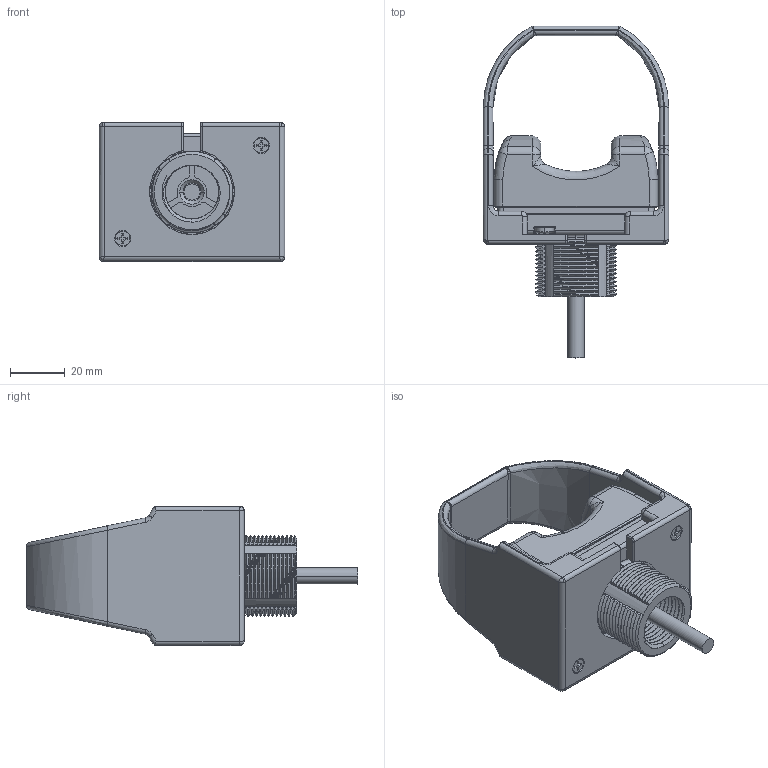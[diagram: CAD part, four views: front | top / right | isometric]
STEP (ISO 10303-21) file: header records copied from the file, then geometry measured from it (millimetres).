
FILE_DESCRIPTION((''),'2;1');
FILE_NAME('215163_SM01_ASM','2021-08-18T14:05:35',('PDMAdmin'),('BANNER ENGINEERING'),'CREO PARAMETRIC BY PTC INC, 2019292','CREO PARAMETRIC BY PTC INC, 2019292','');
FILE_SCHEMA(('CONFIG_CONTROL_DESIGN'));
Products named in the file (4): 215163_EP01; 213129_EP02; 215340; 215163_SM01_ASM
Assembly tree (4 placements, depth 2):
  215163_SM01_ASM
    215163_EP01
    213129_EP02
    215340  x2
Bounding box: 68 x 121.71 x 51 mm (x, y, z)
Volume: 82855.2 mm3; surface area: 41709.2 mm2
Topology: 1 solids, 6 shells, 1084 faces, 3665 edges, 2525 vertices
Faces by surface type: bspline 324, cylinder 321, plane 283, cone 103, torus 35, sphere 16, extrusion 2
Entity records: 57543 total; most frequent: CARTESIAN_POINT 32551, ORIENTED_EDGE 5641, DIRECTION 4155, EDGE_CURVE 3146, VERTEX_POINT 2114, AXIS2_PLACEMENT_3D 1425, VECTOR 1305, LINE 1303
